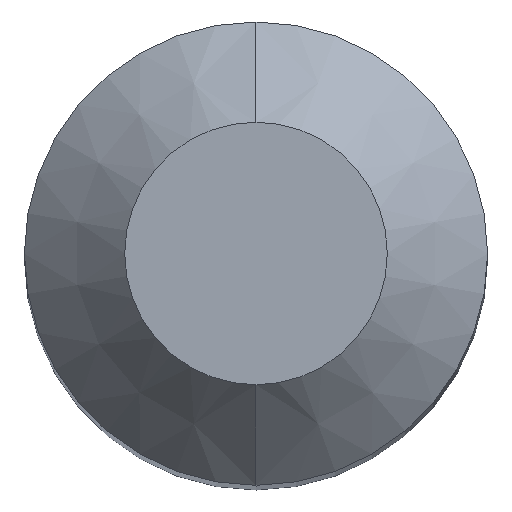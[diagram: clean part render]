
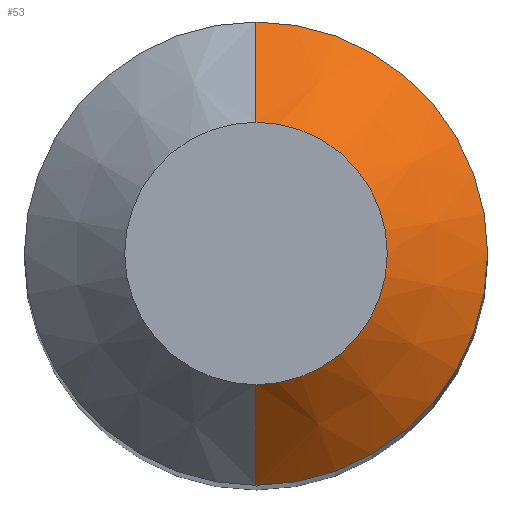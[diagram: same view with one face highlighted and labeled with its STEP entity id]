
A CAD part, top view. The second image highlights one B-rep face of the part: STEP entity #53.
In plain terms, the highlighted conical face has half-angle 45 degrees and reference radius 2.35 mm.
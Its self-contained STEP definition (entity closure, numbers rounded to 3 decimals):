
#53=ADVANCED_FACE('',(#123),#124,.T.);
#123=FACE_OUTER_BOUND('',#210,.T.);
#124=CONICAL_SURFACE('',#211,2.35,0.785);
#210=EDGE_LOOP('',(#281,#282,#283,#284));
#211=AXIS2_PLACEMENT_3D('',#285,#286,#287);
#281=ORIENTED_EDGE('',*,*,#447,.F.);
#282=ORIENTED_EDGE('',*,*,#448,.T.);
#283=ORIENTED_EDGE('',*,*,#449,.F.);
#284=ORIENTED_EDGE('',*,*,#450,.F.);
#285=CARTESIAN_POINT('',(0.,0.0,35.35));
#286=DIRECTION('',(0.,0.,-1.0));
#287=DIRECTION('',(0.,1.0,0.));
#447=EDGE_CURVE('',#522,#523,#524,.T.);
#448=EDGE_CURVE('',#522,#525,#526,.T.);
#449=EDGE_CURVE('',#527,#525,#528,.T.);
#450=EDGE_CURVE('',#523,#527,#529,.T.);
#522=VERTEX_POINT('',#603);
#523=VERTEX_POINT('',#604);
#524=LINE('',#605,#606);
#525=VERTEX_POINT('',#607);
#526=CIRCLE('',#608,1.7);
#527=VERTEX_POINT('',#609);
#528=LINE('',#610,#611);
#529=CIRCLE('',#612,3.0);
#603=CARTESIAN_POINT('',(0.,1.7,36.0));
#604=CARTESIAN_POINT('',(0.,3.0,34.7));
#605=CARTESIAN_POINT('',(0.,2.35,35.35));
#606=VECTOR('',#690,1.0);
#607=CARTESIAN_POINT('',(0.,-1.7,36.0));
#608=AXIS2_PLACEMENT_3D('',#691,#692,#693);
#609=CARTESIAN_POINT('',(0.,-3.0,34.7));
#610=CARTESIAN_POINT('',(0.,-2.35,35.35));
#611=VECTOR('',#694,1.0);
#612=AXIS2_PLACEMENT_3D('',#695,#696,#697);
#690=DIRECTION('',(0.,0.707,-0.707));
#691=CARTESIAN_POINT('',(0.,0.0,36.0));
#692=DIRECTION('',(0.,0.,-1.0));
#693=DIRECTION('',(0.,1.0,0.));
#694=DIRECTION('',(0.,0.707,0.707));
#695=CARTESIAN_POINT('',(0.,0.0,34.7));
#696=DIRECTION('',(0.,0.,-1.0));
#697=DIRECTION('',(0.,1.0,0.));
